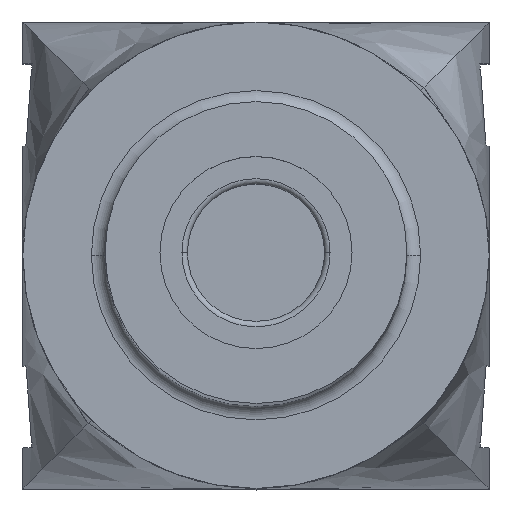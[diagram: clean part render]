
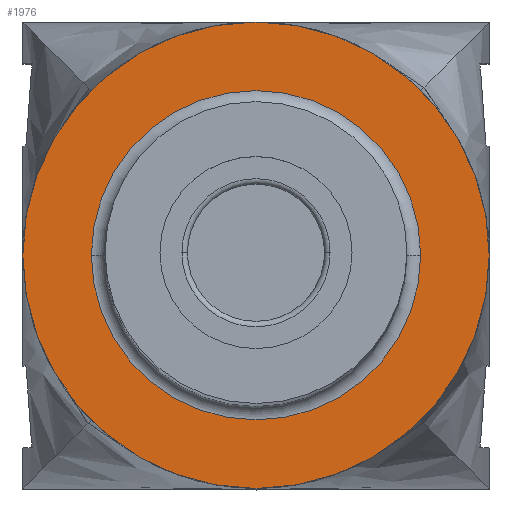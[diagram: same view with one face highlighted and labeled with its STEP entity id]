
A CAD part, top view. The second image highlights one B-rep face of the part: STEP entity #1976.
In plain terms, the highlighted planar face has unit normal (0, 0, 1).
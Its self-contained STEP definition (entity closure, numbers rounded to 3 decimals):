
#41 = VERTEX_POINT ( 'NONE', #737 ) ;
#56 = DIRECTION ( 'NONE',  ( 1., 0., 0. ) ) ;
#386 = DIRECTION ( 'NONE',  ( 0., 0., 1. ) ) ;
#393 = FACE_BOUND ( 'NONE', #1544, .T. ) ;
#419 = CIRCLE ( 'NONE', #1043, 60. ) ;
#481 = EDGE_CURVE ( 'NONE', #41, #2394, #419, .T. ) ;
#733 = EDGE_CURVE ( 'NONE', #2605, #907, #979, .T. ) ;
#737 = CARTESIAN_POINT ( 'NONE',  ( -60., 0., 240. ) ) ;
#751 = DIRECTION ( 'NONE',  ( 0., 0., 1. ) ) ;
#881 = AXIS2_PLACEMENT_3D ( 'NONE', #1141, #3392, #2810 ) ;
#907 = VERTEX_POINT ( 'NONE', #2915 ) ;
#979 = CIRCLE ( 'NONE', #2549, 85. ) ;
#996 = CIRCLE ( 'NONE', #881, 60. ) ;
#1043 = AXIS2_PLACEMENT_3D ( 'NONE', #2545, #2808, #56 ) ;
#1061 = ORIENTED_EDGE ( 'NONE', *, *, #481, .T. ) ;
#1141 = CARTESIAN_POINT ( 'NONE',  ( 0., 0., 240. ) ) ;
#1214 = CARTESIAN_POINT ( 'NONE',  ( 0., 0., 240. ) ) ;
#1218 = FACE_OUTER_BOUND ( 'NONE', #3405, .T. ) ;
#1338 = DIRECTION ( 'NONE',  ( 0., 0., 1. ) ) ;
#1350 = AXIS2_PLACEMENT_3D ( 'NONE', #2426, #751, #3556 ) ;
#1544 = EDGE_LOOP ( 'NONE', ( #1765, #1061 ) ) ;
#1554 = CARTESIAN_POINT ( 'NONE',  ( 0., 0., 240. ) ) ;
#1572 = ORIENTED_EDGE ( 'NONE', *, *, #733, .T. ) ;
#1723 = EDGE_CURVE ( 'NONE', #907, #2605, #2167, .T. ) ;
#1765 = ORIENTED_EDGE ( 'NONE', *, *, #2006, .T. ) ;
#1953 = DIRECTION ( 'NONE',  ( 1., 0., 0. ) ) ;
#1976 = ADVANCED_FACE ( 'NONE', ( #393, #1218 ), #2992, .T. ) ;
#2006 = EDGE_CURVE ( 'NONE', #2394, #41, #996, .T. ) ;
#2074 = DIRECTION ( 'NONE',  ( 1., 0., 0. ) ) ;
#2167 = CIRCLE ( 'NONE', #3217, 85. ) ;
#2287 = CARTESIAN_POINT ( 'NONE',  ( 85., 0., 240. ) ) ;
#2394 = VERTEX_POINT ( 'NONE', #2832 ) ;
#2426 = CARTESIAN_POINT ( 'NONE',  ( 0., 0., 240. ) ) ;
#2545 = CARTESIAN_POINT ( 'NONE',  ( 0., 0., 240. ) ) ;
#2549 = AXIS2_PLACEMENT_3D ( 'NONE', #1554, #1338, #2074 ) ;
#2605 = VERTEX_POINT ( 'NONE', #2287 ) ;
#2808 = DIRECTION ( 'NONE',  ( 0., 0., -1. ) ) ;
#2810 = DIRECTION ( 'NONE',  ( 1., 0., 0. ) ) ;
#2832 = CARTESIAN_POINT ( 'NONE',  ( 60., 0., 240. ) ) ;
#2915 = CARTESIAN_POINT ( 'NONE',  ( -85., 0., 240. ) ) ;
#2992 = PLANE ( 'NONE',  #1350 ) ;
#3206 = ORIENTED_EDGE ( 'NONE', *, *, #1723, .T. ) ;
#3217 = AXIS2_PLACEMENT_3D ( 'NONE', #1214, #386, #1953 ) ;
#3392 = DIRECTION ( 'NONE',  ( 0., 0., -1. ) ) ;
#3405 = EDGE_LOOP ( 'NONE', ( #3206, #1572 ) ) ;
#3556 = DIRECTION ( 'NONE',  ( 1., 0., 0. ) ) ;
